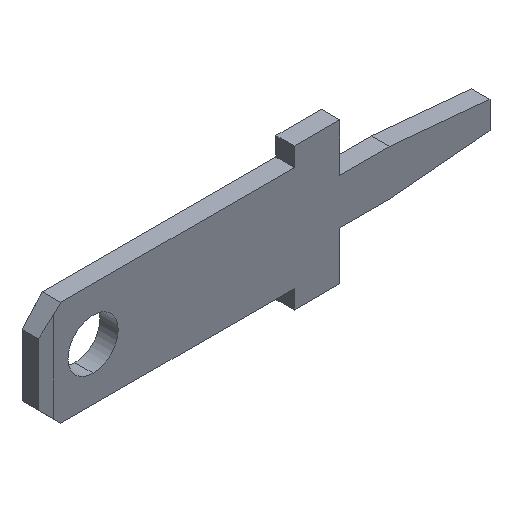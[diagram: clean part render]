
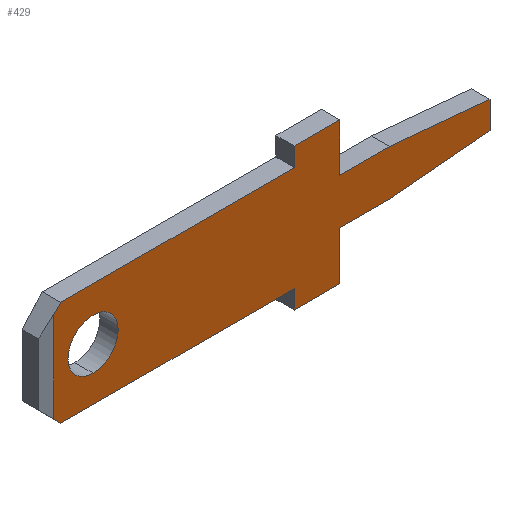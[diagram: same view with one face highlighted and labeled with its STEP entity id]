
A CAD part, isometric view. The second image highlights one B-rep face of the part: STEP entity #429.
In plain terms, the highlighted planar face has unit normal (0, -1, 0).
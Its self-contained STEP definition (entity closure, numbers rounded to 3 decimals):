
#5 = ORIENTED_EDGE ( 'NONE', *, *, #100, .T. ) ;
#8 = ORIENTED_EDGE ( 'NONE', *, *, #9, .T. ) ;
#9 = EDGE_CURVE ( 'NONE', #665, #61, #241, .T. ) ;
#15 = VERTEX_POINT ( 'NONE', #520 ) ;
#35 = EDGE_CURVE ( 'NONE', #701, #154, #604, .T. ) ;
#37 = CIRCLE ( 'NONE', #87, 0.7 ) ;
#47 = CARTESIAN_POINT ( 'NONE',  ( 0., -0.255, -0.635 ) ) ;
#49 = DIRECTION ( 'NONE',  ( -0.996, 0., 0.091 ) ) ;
#57 = VERTEX_POINT ( 'NONE', #164 ) ;
#61 = VERTEX_POINT ( 'NONE', #162 ) ;
#62 = LINE ( 'NONE', #266, #358 ) ;
#65 = CARTESIAN_POINT ( 'NONE',  ( -1.27, -0.255, -1.98 ) ) ;
#71 = ORIENTED_EDGE ( 'NONE', *, *, #703, .F. ) ;
#78 = DIRECTION ( 'NONE',  ( 0., 1., 0. ) ) ;
#79 = EDGE_CURVE ( 'NONE', #549, #731, #493, .T. ) ;
#80 = CARTESIAN_POINT ( 'NONE',  ( 0., -0.255, -0.635 ) ) ;
#83 = CARTESIAN_POINT ( 'NONE',  ( 0., -0.255, -1.98 ) ) ;
#87 = AXIS2_PLACEMENT_3D ( 'NONE', #203, #759, #148 ) ;
#100 = EDGE_CURVE ( 'NONE', #720, #302, #384, .T. ) ;
#104 = CARTESIAN_POINT ( 'NONE',  ( 1.4, -0.255, -0.635 ) ) ;
#115 = ORIENTED_EDGE ( 'NONE', *, *, #422, .T. ) ;
#123 = LINE ( 'NONE', #47, #456 ) ;
#124 = VECTOR ( 'NONE', #634, 1000. ) ;
#132 = EDGE_CURVE ( 'NONE', #672, #770, #569, .T. ) ;
#134 = CARTESIAN_POINT ( 'NONE',  ( -7.78, -0.255, 1.46 ) ) ;
#145 = CARTESIAN_POINT ( 'NONE',  ( 0., -0.255, -1.98 ) ) ;
#148 = DIRECTION ( 'NONE',  ( 0., 0., 1. ) ) ;
#149 = DIRECTION ( 'NONE',  ( 0., 0., -1. ) ) ;
#152 = DIRECTION ( 'NONE',  ( -0.707, 0., 0.707 ) ) ;
#154 = VERTEX_POINT ( 'NONE', #80 ) ;
#155 = CARTESIAN_POINT ( 'NONE',  ( -1.27, -0.255, 1.98 ) ) ;
#160 = CARTESIAN_POINT ( 'NONE',  ( -7.78, -0.255, 1.46 ) ) ;
#162 = CARTESIAN_POINT ( 'NONE',  ( 1.4, -0.255, 0.635 ) ) ;
#164 = CARTESIAN_POINT ( 'NONE',  ( -1.27, -0.255, -1.46 ) ) ;
#170 = VECTOR ( 'NONE', #620, 1000. ) ;
#176 = DIRECTION ( 'NONE',  ( 0., 0., -1. ) ) ;
#179 = ORIENTED_EDGE ( 'NONE', *, *, #570, .T. ) ;
#187 = ORIENTED_EDGE ( 'NONE', *, *, #729, .F. ) ;
#202 = CARTESIAN_POINT ( 'NONE',  ( -6.88, -0.255, 0. ) ) ;
#203 = CARTESIAN_POINT ( 'NONE',  ( -6.88, -0.255, 0. ) ) ;
#205 = CARTESIAN_POINT ( 'NONE',  ( -1.27, -0.255, 1.98 ) ) ;
#208 = CARTESIAN_POINT ( 'NONE',  ( -7.98, -0.255, 0. ) ) ;
#210 = VERTEX_POINT ( 'NONE', #698 ) ;
#222 = LINE ( 'NONE', #208, #695 ) ;
#227 = EDGE_CURVE ( 'NONE', #302, #677, #716, .T. ) ;
#229 = DIRECTION ( 'NONE',  ( -1., 0., 0. ) ) ;
#231 = ORIENTED_EDGE ( 'NONE', *, *, #35, .F. ) ;
#235 = ORIENTED_EDGE ( 'NONE', *, *, #79, .F. ) ;
#237 = CARTESIAN_POINT ( 'NONE',  ( 4.19, -0.255, 0. ) ) ;
#239 = DIRECTION ( 'NONE',  ( 0., 0., 1. ) ) ;
#240 = VECTOR ( 'NONE', #518, 1000. ) ;
#241 = LINE ( 'NONE', #279, #537 ) ;
#243 = ORIENTED_EDGE ( 'NONE', *, *, #254, .F. ) ;
#244 = EDGE_LOOP ( 'NONE', ( #475, #356 ) ) ;
#246 = EDGE_CURVE ( 'NONE', #731, #57, #468, .T. ) ;
#248 = EDGE_CURVE ( 'NONE', #481, #701, #587, .T. ) ;
#254 = EDGE_CURVE ( 'NONE', #665, #481, #728, .T. ) ;
#265 = ORIENTED_EDGE ( 'NONE', *, *, #409, .T. ) ;
#266 = CARTESIAN_POINT ( 'NONE',  ( -1.27, -0.255, 1.46 ) ) ;
#271 = CARTESIAN_POINT ( 'NONE',  ( 1.4, -0.255, 0.635 ) ) ;
#276 = CARTESIAN_POINT ( 'NONE',  ( 4.19, -0.255, 0.38 ) ) ;
#279 = CARTESIAN_POINT ( 'NONE',  ( 4.19, -0.255, 0.38 ) ) ;
#281 = VECTOR ( 'NONE', #314, 1000. ) ;
#298 = VECTOR ( 'NONE', #239, 1000. ) ;
#302 = VERTEX_POINT ( 'NONE', #551 ) ;
#306 = VECTOR ( 'NONE', #495, 1000. ) ;
#314 = DIRECTION ( 'NONE',  ( 0., 0., 1. ) ) ;
#316 = FACE_BOUND ( 'NONE', #244, .T. ) ;
#318 = CARTESIAN_POINT ( 'NONE',  ( 0., -0.255, 1.98 ) ) ;
#320 = ORIENTED_EDGE ( 'NONE', *, *, #227, .T. ) ;
#337 = CARTESIAN_POINT ( 'NONE',  ( -6.88, -0.255, -0.7 ) ) ;
#344 = EDGE_LOOP ( 'NONE', ( #265, #656, #636, #71, #527, #235, #187, #231, #375, #243, #8, #179, #5, #320, #115, #632 ) ) ;
#356 = ORIENTED_EDGE ( 'NONE', *, *, #132, .T. ) ;
#358 = VECTOR ( 'NONE', #567, 1000. ) ;
#363 = VECTOR ( 'NONE', #152, 1000. ) ;
#375 = ORIENTED_EDGE ( 'NONE', *, *, #248, .F. ) ;
#376 = CARTESIAN_POINT ( 'NONE',  ( 0., -0.255, 0.635 ) ) ;
#378 = DIRECTION ( 'NONE',  ( 0., 0., 1. ) ) ;
#382 = PLANE ( 'NONE',  #726 ) ;
#384 = LINE ( 'NONE', #376, #281 ) ;
#386 = CARTESIAN_POINT ( 'NONE',  ( -7.98, -0.255, 1.26 ) ) ;
#388 = DIRECTION ( 'NONE',  ( 0., 0., 1. ) ) ;
#390 = DIRECTION ( 'NONE',  ( -1., 0., 0. ) ) ;
#395 = VERTEX_POINT ( 'NONE', #680 ) ;
#406 = CARTESIAN_POINT ( 'NONE',  ( -1.27, -0.255, -1.46 ) ) ;
#409 = EDGE_CURVE ( 'NONE', #746, #574, #479, .T. ) ;
#416 = VECTOR ( 'NONE', #651, 1000. ) ;
#422 = EDGE_CURVE ( 'NONE', #677, #210, #484, .T. ) ;
#429 = ADVANCED_FACE ( 'NONE', ( #316, #467 ), #382, .F. ) ;
#433 = LINE ( 'NONE', #406, #416 ) ;
#444 = LINE ( 'NONE', #271, #240 ) ;
#456 = VECTOR ( 'NONE', #659, 1000. ) ;
#467 = FACE_OUTER_BOUND ( 'NONE', #344, .T. ) ;
#468 = LINE ( 'NONE', #65, #298 ) ;
#474 = CARTESIAN_POINT ( 'NONE',  ( -1.27, -0.255, -1.98 ) ) ;
#475 = ORIENTED_EDGE ( 'NONE', *, *, #611, .T. ) ;
#478 = CARTESIAN_POINT ( 'NONE',  ( 1.4, -0.255, -0.635 ) ) ;
#479 = LINE ( 'NONE', #134, #170 ) ;
#481 = VERTEX_POINT ( 'NONE', #697 ) ;
#484 = LINE ( 'NONE', #205, #500 ) ;
#493 = LINE ( 'NONE', #145, #723 ) ;
#494 = EDGE_CURVE ( 'NONE', #210, #746, #62, .T. ) ;
#495 = DIRECTION ( 'NONE',  ( -0.996, 0., -0.091 ) ) ;
#500 = VECTOR ( 'NONE', #149, 1000. ) ;
#509 = DIRECTION ( 'NONE',  ( 0., 0., -1. ) ) ;
#518 = DIRECTION ( 'NONE',  ( -1., 0., 0. ) ) ;
#520 = CARTESIAN_POINT ( 'NONE',  ( -7.98, -0.255, -1.26 ) ) ;
#525 = CARTESIAN_POINT ( 'NONE',  ( -7.78, -0.255, -1.46 ) ) ;
#527 = ORIENTED_EDGE ( 'NONE', *, *, #246, .F. ) ;
#537 = VECTOR ( 'NONE', #49, 1000. ) ;
#549 = VERTEX_POINT ( 'NONE', #83 ) ;
#551 = CARTESIAN_POINT ( 'NONE',  ( 0., -0.255, 1.98 ) ) ;
#567 = DIRECTION ( 'NONE',  ( -1., 0., 0. ) ) ;
#569 = CIRCLE ( 'NONE', #694, 0.7 ) ;
#570 = EDGE_CURVE ( 'NONE', #61, #720, #444, .T. ) ;
#574 = VERTEX_POINT ( 'NONE', #386 ) ;
#576 = CARTESIAN_POINT ( 'NONE',  ( 0., -0.255, 0. ) ) ;
#579 = VECTOR ( 'NONE', #229, 1000. ) ;
#587 = LINE ( 'NONE', #732, #306 ) ;
#598 = EDGE_CURVE ( 'NONE', #395, #15, #663, .T. ) ;
#604 = LINE ( 'NONE', #478, #579 ) ;
#611 = EDGE_CURVE ( 'NONE', #770, #672, #37, .T. ) ;
#618 = EDGE_CURVE ( 'NONE', #574, #15, #222, .T. ) ;
#620 = DIRECTION ( 'NONE',  ( -0.707, 0., -0.707 ) ) ;
#632 = ORIENTED_EDGE ( 'NONE', *, *, #494, .T. ) ;
#634 = DIRECTION ( 'NONE',  ( -1., 0., 0. ) ) ;
#636 = ORIENTED_EDGE ( 'NONE', *, *, #598, .F. ) ;
#637 = DIRECTION ( 'NONE',  ( 0., 1., 0. ) ) ;
#651 = DIRECTION ( 'NONE',  ( -1., 0., 0. ) ) ;
#656 = ORIENTED_EDGE ( 'NONE', *, *, #618, .T. ) ;
#659 = DIRECTION ( 'NONE',  ( 0., 0., -1. ) ) ;
#663 = LINE ( 'NONE', #525, #363 ) ;
#665 = VERTEX_POINT ( 'NONE', #276 ) ;
#672 = VERTEX_POINT ( 'NONE', #337 ) ;
#677 = VERTEX_POINT ( 'NONE', #155 ) ;
#680 = CARTESIAN_POINT ( 'NONE',  ( -7.78, -0.255, -1.46 ) ) ;
#694 = AXIS2_PLACEMENT_3D ( 'NONE', #202, #78, #378 ) ;
#695 = VECTOR ( 'NONE', #509, 1000. ) ;
#697 = CARTESIAN_POINT ( 'NONE',  ( 4.19, -0.255, -0.38 ) ) ;
#698 = CARTESIAN_POINT ( 'NONE',  ( -1.27, -0.255, 1.46 ) ) ;
#701 = VERTEX_POINT ( 'NONE', #104 ) ;
#703 = EDGE_CURVE ( 'NONE', #57, #395, #433, .T. ) ;
#711 = CARTESIAN_POINT ( 'NONE',  ( -6.88, -0.255, 0.7 ) ) ;
#716 = LINE ( 'NONE', #318, #124 ) ;
#720 = VERTEX_POINT ( 'NONE', #760 ) ;
#723 = VECTOR ( 'NONE', #390, 1000. ) ;
#726 = AXIS2_PLACEMENT_3D ( 'NONE', #576, #637, #388 ) ;
#728 = LINE ( 'NONE', #237, #765 ) ;
#729 = EDGE_CURVE ( 'NONE', #154, #549, #123, .T. ) ;
#731 = VERTEX_POINT ( 'NONE', #474 ) ;
#732 = CARTESIAN_POINT ( 'NONE',  ( 4.19, -0.255, -0.38 ) ) ;
#746 = VERTEX_POINT ( 'NONE', #160 ) ;
#759 = DIRECTION ( 'NONE',  ( 0., 1., 0. ) ) ;
#760 = CARTESIAN_POINT ( 'NONE',  ( 0., -0.255, 0.635 ) ) ;
#765 = VECTOR ( 'NONE', #176, 1000. ) ;
#770 = VERTEX_POINT ( 'NONE', #711 ) ;
